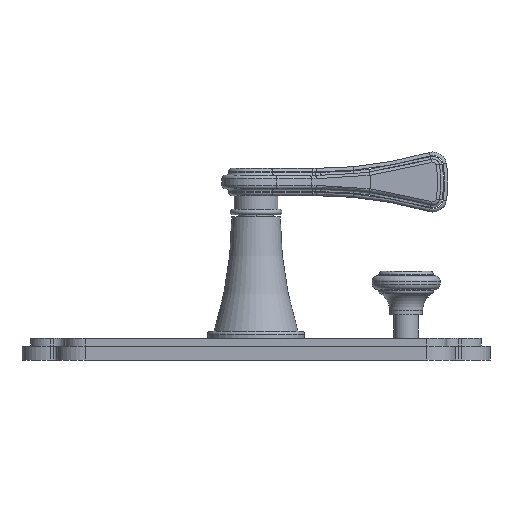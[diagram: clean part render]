
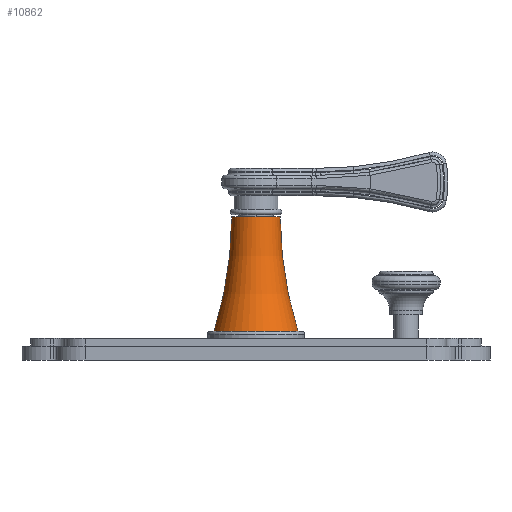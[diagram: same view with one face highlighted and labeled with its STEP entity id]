
A CAD part, left-side view. The second image highlights one B-rep face of the part: STEP entity #10862.
In plain terms, the highlighted toroidal (fillet/blend) face has major radius 147.215 mm and minor radius 138.313 mm.
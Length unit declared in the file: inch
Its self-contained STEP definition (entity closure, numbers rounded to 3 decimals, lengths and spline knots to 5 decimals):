
#3537=CARTESIAN_POINT('',(0.,0.,5.09843));
#3538=DIRECTION('',(0.,0.,1.));
#3539=DIRECTION('',(0.,1.,0.));
#3540=AXIS2_PLACEMENT_3D('',#3537,#3538,#3539);
#3547=CARTESIAN_POINT('',(0.,0.,6.74843));
#3548=DIRECTION('',(0.,0.,1.));
#3549=DIRECTION('',(0.,1.,0.));
#3550=AXIS2_PLACEMENT_3D('',#3547,#3548,#3549);
#3552=CARTESIAN_POINT('',(0.,5.79588,6.74843));
#3553=DIRECTION('',(1.,0.,0.));
#3554=DIRECTION('',(0.,-1.,0.));
#3555=AXIS2_PLACEMENT_3D('',#3552,#3553,#3554);
#3557=CARTESIAN_POINT('',(0.,-5.79588,6.74843));
#3558=DIRECTION('',(-1.,0.,0.));
#3559=DIRECTION('',(0.,1.,0.));
#3560=AXIS2_PLACEMENT_3D('',#3557,#3558,#3559);
#6338=CARTESIAN_POINT('',(0.,0.3505,6.74843));
#6339=CARTESIAN_POINT('',(0.,0.6065,5.09843));
#6340=VERTEX_POINT('',#6338);
#6341=VERTEX_POINT('',#6339);
#6346=CARTESIAN_POINT('',(0.,-0.3505,6.74843));
#6347=CARTESIAN_POINT('',(0.,-0.6065,5.09843));
#6348=VERTEX_POINT('',#6346);
#6349=VERTEX_POINT('',#6347);
#10848=CARTESIAN_POINT('',(0.,0.,6.74843));
#10849=DIRECTION('',(0.,0.,1.));
#10850=DIRECTION('',(0.,-1.,0.));
#10851=AXIS2_PLACEMENT_3D('',#10848,#10849,#10850);
#10852=TOROIDAL_SURFACE('',#10851,5.79588,5.44538);
#10854=ORIENTED_EDGE('',*,*,#10853,.F.);
#10856=ORIENTED_EDGE('',*,*,#10855,.T.);
#10858=ORIENTED_EDGE('',*,*,#10857,.T.);
#10859=ORIENTED_EDGE('',*,*,#10841,.F.);
#10860=EDGE_LOOP('',(#10854,#10856,#10858,#10859));
#10861=FACE_OUTER_BOUND('',#10860,.F.);
#10862=ADVANCED_FACE('',(#10861),#10852,.F.);
#3541=CIRCLE('',#3540,0.6065);
#3551=CIRCLE('',#3550,0.3505);
#3556=CIRCLE('',#3555,5.44538);
#3561=CIRCLE('',#3560,5.44538);
#10841=EDGE_CURVE('',#6341,#6349,#3541,.T.);
#10853=EDGE_CURVE('',#6340,#6341,#3556,.T.);
#10855=EDGE_CURVE('',#6340,#6348,#3551,.T.);
#10857=EDGE_CURVE('',#6348,#6349,#3561,.T.);
